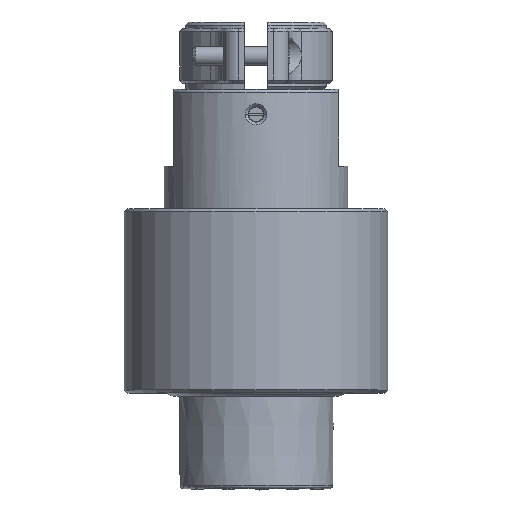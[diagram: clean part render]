
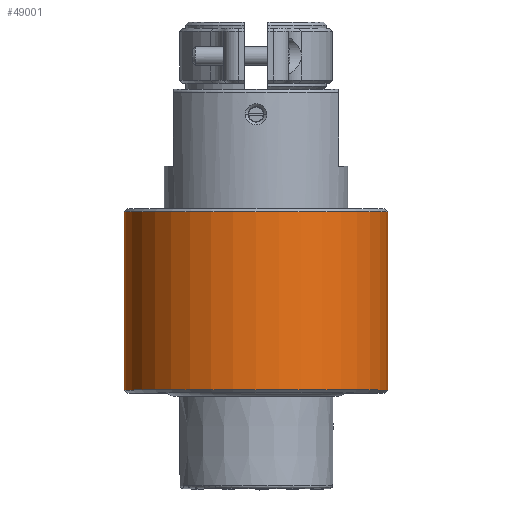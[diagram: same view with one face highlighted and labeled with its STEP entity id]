
A CAD part, top view. The second image highlights one B-rep face of the part: STEP entity #49001.
In plain terms, the highlighted cylindrical face has radius 21.5 mm (diameter 43 mm), a partial arc.
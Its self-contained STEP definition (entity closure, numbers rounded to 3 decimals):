
#5029=CARTESIAN_POINT('',(0.,1.,0.));
#5030=DIRECTION('',(0.,-1.,0.));
#5031=DIRECTION('',(1.,0.,0.));
#5032=AXIS2_PLACEMENT_3D('',#5029,#5030,#5031);
#5034=CARTESIAN_POINT('',(0.,30.1,0.));
#5035=DIRECTION('',(0.,-1.,0.));
#5036=DIRECTION('',(1.,0.,0.));
#5037=AXIS2_PLACEMENT_3D('',#5034,#5035,#5036);
#5044=DIRECTION('',(0.,-1.,0.));
#5045=VECTOR('',#5044,29.1);
#5046=CARTESIAN_POINT('',(21.5,30.1,0.));
#5047=LINE('',#5046,#5045);
#5053=DIRECTION('',(0.,-1.,0.));
#5054=VECTOR('',#5053,29.1);
#5055=CARTESIAN_POINT('',(-21.5,30.1,
0.));
#5056=LINE('',#5055,#5054);
#38817=CARTESIAN_POINT('',(21.5,30.1,0.));
#38818=CARTESIAN_POINT('',(-21.5,30.1,0.));
#38819=VERTEX_POINT('',#38817);
#38820=VERTEX_POINT('',#38818);
#38838=CARTESIAN_POINT('',(-21.5,1.,0.));
#38839=CARTESIAN_POINT('',(21.5,1.,0.));
#38840=VERTEX_POINT('',#38838);
#38841=VERTEX_POINT('',#38839);
#48987=CARTESIAN_POINT('',(0.,-1.005,0.));
#48988=DIRECTION('',(0.,1.,0.));
#48989=DIRECTION('',(1.,0.,0.));
#48990=AXIS2_PLACEMENT_3D('',#48987,#48988,#48989);
#48991=CYLINDRICAL_SURFACE('',#48990,21.5);
#48992=ORIENTED_EDGE('',*,*,#48974,.T.);
#48994=ORIENTED_EDGE('',*,*,#48993,.F.);
#48996=ORIENTED_EDGE('',*,*,#48995,.F.);
#48998=ORIENTED_EDGE('',*,*,#48997,.T.);
#48999=EDGE_LOOP('',(#48992,#48994,#48996,#48998));
#49000=FACE_OUTER_BOUND('',#48999,.F.);
#5033=CIRCLE('',#5032,21.5);
#5038=CIRCLE('',#5037,21.5);
#48974=EDGE_CURVE('',#38841,#38840,#5033,.T.);
#48993=EDGE_CURVE('',#38820,#38840,#5056,.T.);
#48995=EDGE_CURVE('',#38819,#38820,#5038,.T.);
#48997=EDGE_CURVE('',#38819,#38841,#5047,.T.);
#49001=ADVANCED_FACE('',(#49000),#48991,.T.);
